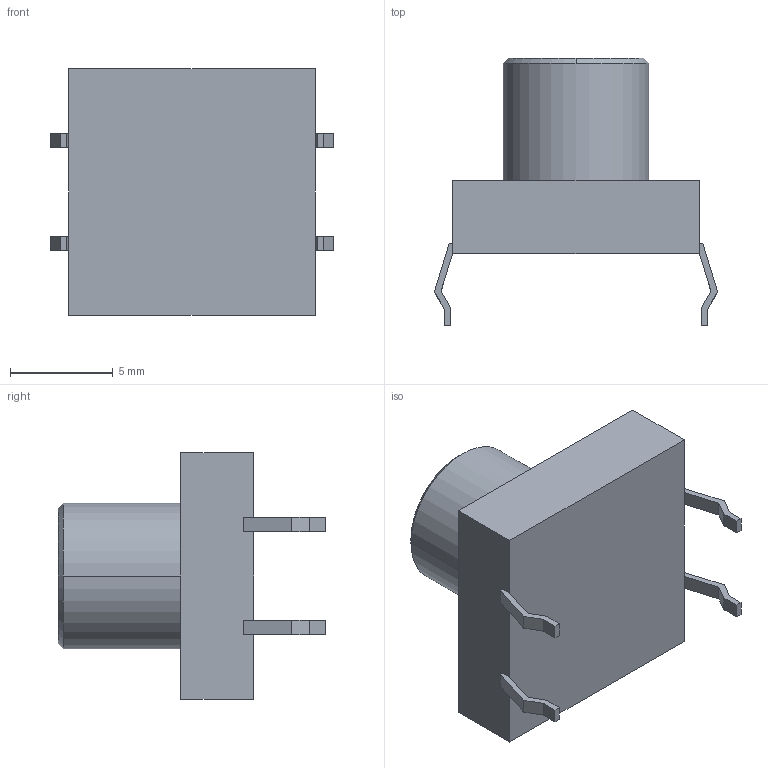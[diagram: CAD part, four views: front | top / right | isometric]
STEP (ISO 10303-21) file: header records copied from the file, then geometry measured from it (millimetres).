
FILE_DESCRIPTION (( 'STEP AP214' ), '1' );
FILE_NAME ('12x12 (2),,.STEP', '2021-02-22T05:21:00', ( 'artem' ), ( '' ), 'SwSTEP 2.0', 'SolidWorks 2018', '' );
FILE_SCHEMA (( 'AUTOMOTIVE_DESIGN' ));
Length unit declared in the file: millimetre
Products named in the file (1): 12x12 (2),,
Bounding box: 13.77 x 13 x 12 mm (x, y, z)
Volume: 749.5 mm3; surface area: 619.9 mm2
Topology: 1 solids, 1 shells, 51 faces, 132 edges, 88 vertices
Faces by surface type: plane 47, cone 2, cylinder 2
Entity records: 1656 total; most frequent: CARTESIAN_POINT 272, ORIENTED_EDGE 264, DIRECTION 244, EDGE_CURVE 132, VECTOR 124, LINE 124, VERTEX_POINT 88, AXIS2_PLACEMENT_3D 60
